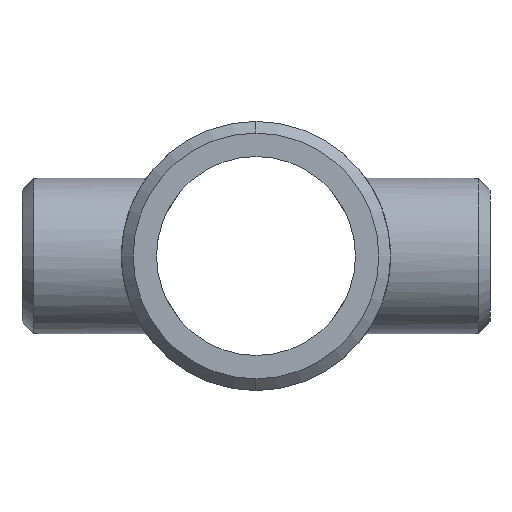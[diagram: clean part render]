
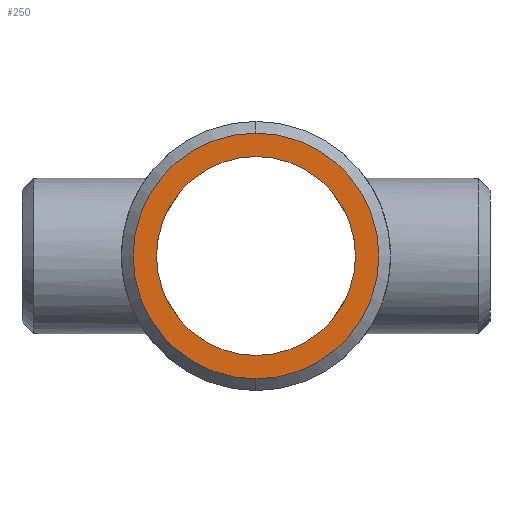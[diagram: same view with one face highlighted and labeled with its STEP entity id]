
A CAD part, left-side view. The second image highlights one B-rep face of the part: STEP entity #250.
In plain terms, the highlighted planar face has unit normal (-1, 0, 0).
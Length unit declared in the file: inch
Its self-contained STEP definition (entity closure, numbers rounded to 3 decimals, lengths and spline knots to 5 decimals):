
#3 = DIRECTION ( 'NONE',  ( -1., 0., 0. ) ) ;
#39 = EDGE_CURVE ( 'NONE', #903, #509, #536, .T. ) ;
#49 = ORIENTED_EDGE ( 'NONE', *, *, #147, .T. ) ;
#70 = DIRECTION ( 'NONE',  ( 0., 0., 1. ) ) ;
#86 = FACE_BOUND ( 'NONE', #131, .T. ) ;
#131 = EDGE_LOOP ( 'NONE', ( #206, #875 ) ) ;
#147 = EDGE_CURVE ( 'NONE', #509, #903, #1129, .T. ) ;
#163 = AXIS2_PLACEMENT_3D ( 'NONE', #484, #424, #1141 ) ;
#167 = CARTESIAN_POINT ( 'NONE',  ( -3., 0., 1.0625 ) ) ;
#187 = CIRCLE ( 'NONE', #471, 1.0625 ) ;
#201 = CARTESIAN_POINT ( 'NONE',  ( -3., 0., -1.0625 ) ) ;
#206 = ORIENTED_EDGE ( 'NONE', *, *, #513, .T. ) ;
#250 = ADVANCED_FACE ( 'NONE', ( #637, #86 ), #432, .T. ) ;
#278 = DIRECTION ( 'NONE',  ( 0., 0., 1. ) ) ;
#309 = DIRECTION ( 'NONE',  ( 0., 0., 1. ) ) ;
#348 = EDGE_CURVE ( 'NONE', #958, #556, #187, .T. ) ;
#352 = DIRECTION ( 'NONE',  ( 0., 0., -1. ) ) ;
#398 = EDGE_LOOP ( 'NONE', ( #1140, #49 ) ) ;
#424 = DIRECTION ( 'NONE',  ( 1., 0., 0. ) ) ;
#432 = PLANE ( 'NONE',  #526 ) ;
#471 = AXIS2_PLACEMENT_3D ( 'NONE', #934, #650, #309 ) ;
#484 = CARTESIAN_POINT ( 'NONE',  ( -3., 0., 0. ) ) ;
#499 = CARTESIAN_POINT ( 'NONE',  ( -3., 0., 0. ) ) ;
#501 = CARTESIAN_POINT ( 'NONE',  ( -3., 0., -1.3125 ) ) ;
#509 = VERTEX_POINT ( 'NONE', #916 ) ;
#513 = EDGE_CURVE ( 'NONE', #556, #958, #667, .T. ) ;
#521 = DIRECTION ( 'NONE',  ( -1., 0., 0. ) ) ;
#526 = AXIS2_PLACEMENT_3D ( 'NONE', #803, #3, #352 ) ;
#536 = CIRCLE ( 'NONE', #593, 1.3125 ) ;
#556 = VERTEX_POINT ( 'NONE', #167 ) ;
#593 = AXIS2_PLACEMENT_3D ( 'NONE', #499, #872, #70 ) ;
#637 = FACE_OUTER_BOUND ( 'NONE', #398, .T. ) ;
#650 = DIRECTION ( 'NONE',  ( 1., 0., 0. ) ) ;
#667 = CIRCLE ( 'NONE', #163, 1.0625 ) ;
#803 = CARTESIAN_POINT ( 'NONE',  ( -3., 0., 0. ) ) ;
#809 = CARTESIAN_POINT ( 'NONE',  ( -3., 0., 0. ) ) ;
#872 = DIRECTION ( 'NONE',  ( -1., 0., 0. ) ) ;
#875 = ORIENTED_EDGE ( 'NONE', *, *, #348, .T. ) ;
#885 = AXIS2_PLACEMENT_3D ( 'NONE', #809, #521, #278 ) ;
#903 = VERTEX_POINT ( 'NONE', #501 ) ;
#916 = CARTESIAN_POINT ( 'NONE',  ( -3., 0., 1.3125 ) ) ;
#934 = CARTESIAN_POINT ( 'NONE',  ( -3., 0., 0. ) ) ;
#958 = VERTEX_POINT ( 'NONE', #201 ) ;
#1129 = CIRCLE ( 'NONE', #885, 1.3125 ) ;
#1140 = ORIENTED_EDGE ( 'NONE', *, *, #39, .T. ) ;
#1141 = DIRECTION ( 'NONE',  ( 0., 0., 1. ) ) ;
